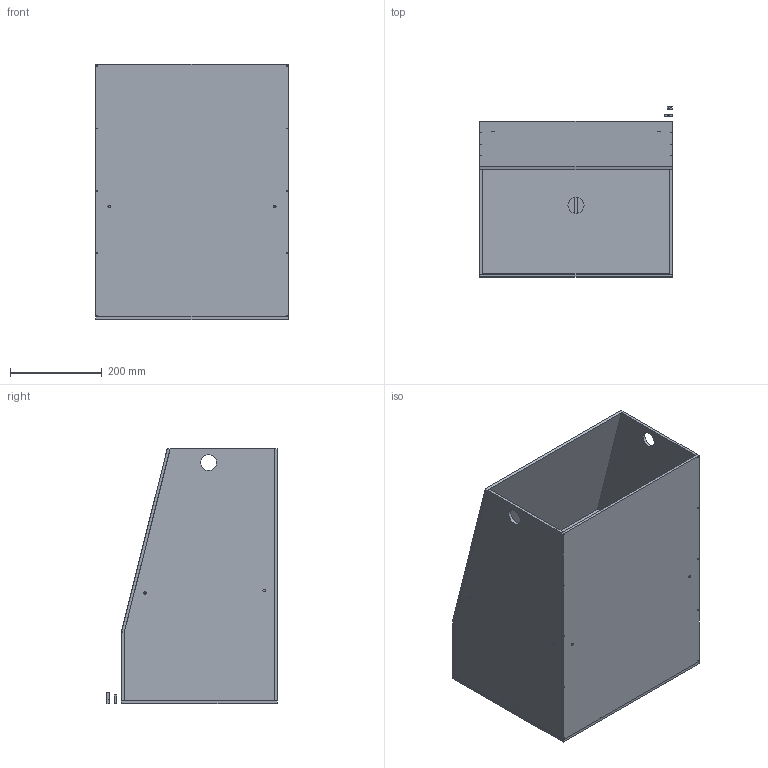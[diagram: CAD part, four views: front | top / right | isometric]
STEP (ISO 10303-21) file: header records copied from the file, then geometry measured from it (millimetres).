
FILE_DESCRIPTION (( 'STEP AP203' ), '1' );
FILE_NAME ('RAV4_TrunkBox.STEP', '2023-02-14T16:26:21', ( '' ), ( '' ), 'SwSTEP 2.0', 'SolidWorks 2020', '' );
FILE_SCHEMA (( 'CONFIG_CONTROL_DESIGN' ));
Length unit declared in the file: millimetre
Products named in the file (13): SheetBottom; WallRearBottom; Septum; Jamb2; konduktor_1; WallSide; WallFront; WallRearTop; konduktor_2; Rack; Jamb2R; RAV4_TrunkBox; Jamb
Assembly tree (16 placements, depth 2):
  RAV4_TrunkBox
    SheetBottom
    WallSide  x2
    WallRearTop
    WallRearBottom
    WallFront
    Septum  x3
    Rack
    Jamb  x2
    Jamb2
    Jamb2R
    konduktor_1
    konduktor_2
Bounding box: 420 x 372.3 x 557.15 mm (x, y, z)
Volume: 7793785.1 mm3; surface area: 2691571.6 mm2
Topology: 16 solids, 16 shells, 383 faces, 1005 edges, 650 vertices
Faces by surface type: cylinder 192, plane 179, bspline 12
Entity records: 11935 total; most frequent: CARTESIAN_POINT 2167, DIRECTION 1768, ORIENTED_EDGE 1668, EDGE_CURVE 834, AXIS2_PLACEMENT_3D 641, VERTEX_POINT 544, LINE 486, VECTOR 486
